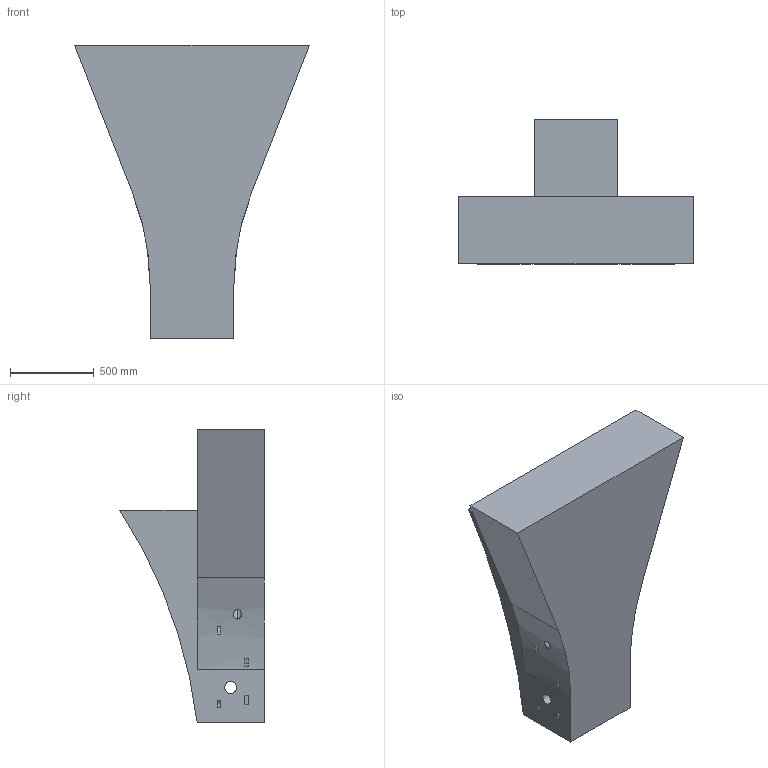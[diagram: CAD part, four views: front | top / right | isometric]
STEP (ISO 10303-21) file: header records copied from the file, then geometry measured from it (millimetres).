
FILE_DESCRIPTION((''),'2;1');
FILE_NAME('BACK','2020-09-14T16:05:43',('marin'),(''),'CREO PARAMETRIC BY PTC INC, 2019224','CREO PARAMETRIC BY PTC INC, 2019224','');
FILE_SCHEMA(('CONFIG_CONTROL_DESIGN'));
Length unit declared in the file: millimetre
Products named in the file (1): BACK
Bounding box: 1400 x 861.73 x 1750 mm (x, y, z)
Volume: 669747984.2 mm3; surface area: 5972398.3 mm2
Topology: 1 solids, 1 shells, 60 faces, 144 edges, 96 vertices
Faces by surface type: plane 51, cylinder 7, cone 2
Entity records: 1810 total; most frequent: CARTESIAN_POINT 346, ORIENTED_EDGE 288, DIRECTION 282, EDGE_CURVE 144, VECTOR 118, LINE 118, VERTEX_POINT 96, AXIS2_PLACEMENT_3D 82
